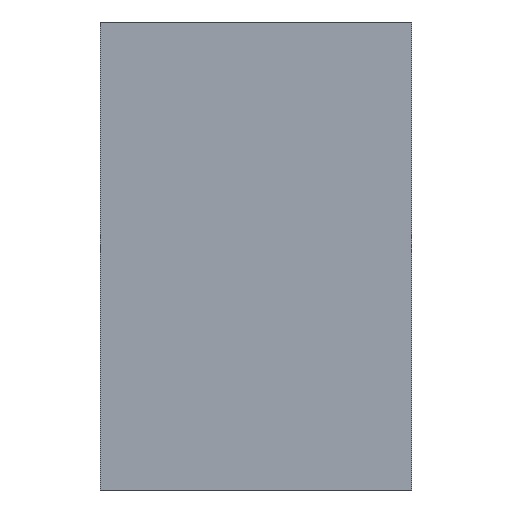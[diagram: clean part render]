
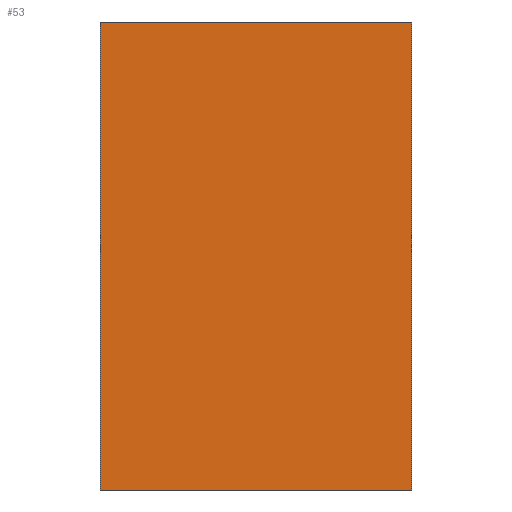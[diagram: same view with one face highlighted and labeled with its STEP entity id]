
A CAD part, left-side view. The second image highlights one B-rep face of the part: STEP entity #53.
In plain terms, the highlighted planar face has unit normal (-1, 0, 0).
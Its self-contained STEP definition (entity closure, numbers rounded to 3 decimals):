
#53 = ADVANCED_FACE( '', ( #117 ), #118, .T. );
#117 = FACE_OUTER_BOUND( '', #190, .T. );
#118 = PLANE( '', #191 );
#190 = EDGE_LOOP( '', ( #278, #279, #280, #281 ) );
#191 = AXIS2_PLACEMENT_3D( '', #282, #283, #284 );
#278 = ORIENTED_EDGE( '', *, *, #386, .F. );
#279 = ORIENTED_EDGE( '', *, *, #379, .T. );
#280 = ORIENTED_EDGE( '', *, *, #387, .T. );
#281 = ORIENTED_EDGE( '', *, *, #374, .T. );
#282 = CARTESIAN_POINT( '', ( -7.339, -5., 4.165 ) );
#283 = DIRECTION( '', ( -1., 0., 0. ) );
#284 = DIRECTION( '', ( 0., 0., 1. ) );
#374 = EDGE_CURVE( '', #433, #430, #434, .T. );
#379 = EDGE_CURVE( '', #442, #439, #443, .T. );
#386 = EDGE_CURVE( '', #442, #430, #453, .T. );
#387 = EDGE_CURVE( '', #439, #433, #454, .T. );
#430 = VERTEX_POINT( '', #505 );
#433 = VERTEX_POINT( '', #509 );
#434 = LINE( '', #510, #511 );
#439 = VERTEX_POINT( '', #518 );
#442 = VERTEX_POINT( '', #522 );
#443 = LINE( '', #523, #524 );
#453 = LINE( '', #536, #537 );
#454 = LINE( '', #538, #539 );
#505 = CARTESIAN_POINT( '', ( -7.339, 0., 12.165 ) );
#509 = CARTESIAN_POINT( '', ( -7.339, -8., 12.165 ) );
#510 = CARTESIAN_POINT( '', ( -7.339, -5., 12.165 ) );
#511 = VECTOR( '', #589, 1000. );
#518 = CARTESIAN_POINT( '', ( -7.339, -8., 0.165 ) );
#522 = CARTESIAN_POINT( '', ( -7.339, 0., 0.165 ) );
#523 = CARTESIAN_POINT( '', ( -7.339, 0., 0.165 ) );
#524 = VECTOR( '', #593, 1000. );
#536 = CARTESIAN_POINT( '', ( -7.339, 0., 4.165 ) );
#537 = VECTOR( '', #602, 1000. );
#538 = CARTESIAN_POINT( '', ( -7.339, -8., 4.165 ) );
#539 = VECTOR( '', #603, 1000. );
#589 = DIRECTION( '', ( 0., 1., 0. ) );
#593 = DIRECTION( '', ( 0., -1., 0. ) );
#602 = DIRECTION( '', ( 0., 0., 1. ) );
#603 = DIRECTION( '', ( 0., 0., 1. ) );
